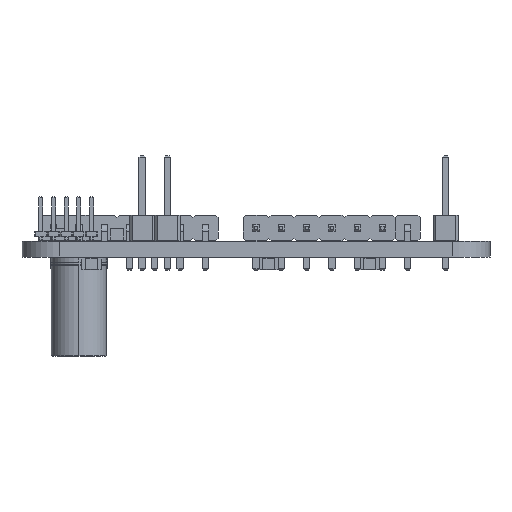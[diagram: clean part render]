
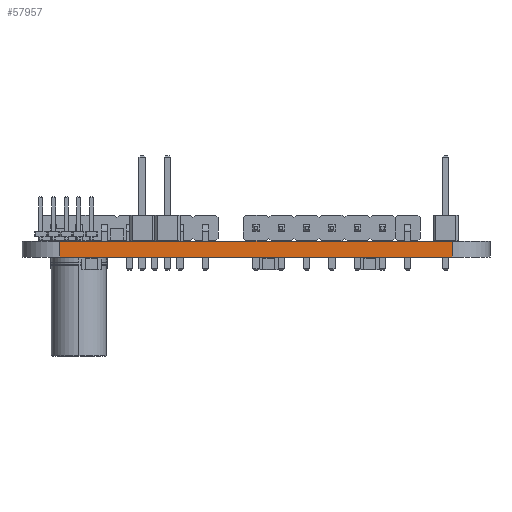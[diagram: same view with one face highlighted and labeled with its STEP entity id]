
A CAD part, left-side view. The second image highlights one B-rep face of the part: STEP entity #57957.
In plain terms, the highlighted planar face has unit normal (-1, 0, 0).
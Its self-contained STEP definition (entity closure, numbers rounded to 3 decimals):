
#52467 = PLANE('',#52468);
#52468 = AXIS2_PLACEMENT_3D('',#52469,#52470,#52471);
#52469 = CARTESIAN_POINT('',(100.013,-105.41,1.6));
#52470 = DIRECTION('',(0.,0.,1.));
#52471 = DIRECTION('',(1.,0.,-0.));
#52522 = PLANE('',#52523);
#52523 = AXIS2_PLACEMENT_3D('',#52524,#52525,#52526);
#52524 = CARTESIAN_POINT('',(100.013,-105.41,0.));
#52525 = DIRECTION('',(0.,0.,1.));
#52526 = DIRECTION('',(1.,0.,-0.));
#52555 = CYLINDRICAL_SURFACE('',#52556,3.81);
#52556 = AXIS2_PLACEMENT_3D('',#52557,#52558,#52559);
#52557 = CARTESIAN_POINT('',(71.755,-125.095,0.));
#52558 = DIRECTION('',(-0.,-0.,-1.));
#52559 = DIRECTION('',(1.,0.,-0.));
#52744 = VERTEX_POINT('',#52745);
#52745 = CARTESIAN_POINT('',(67.945,-85.725,0.));
#52760 = CYLINDRICAL_SURFACE('',#52761,3.81);
#52761 = AXIS2_PLACEMENT_3D('',#52762,#52763,#52764);
#52762 = CARTESIAN_POINT('',(71.755,-85.725,0.));
#52763 = DIRECTION('',(-0.,-0.,-1.));
#52764 = DIRECTION('',(1.,0.,-0.));
#52772 = EDGE_CURVE('',#52744,#52773,#52775,.T.);
#52773 = VERTEX_POINT('',#52774);
#52774 = CARTESIAN_POINT('',(67.945,-125.095,0.));
#52775 = SURFACE_CURVE('',#52776,(#52780,#52787),.PCURVE_S1.);
#52776 = LINE('',#52777,#52778);
#52777 = CARTESIAN_POINT('',(67.945,-85.725,0.));
#52778 = VECTOR('',#52779,1.);
#52779 = DIRECTION('',(0.,-1.,0.));
#52780 = PCURVE('',#52522,#52781);
#52781 = DEFINITIONAL_REPRESENTATION('',(#52782),#52786);
#52782 = LINE('',#52783,#52784);
#52783 = CARTESIAN_POINT('',(-32.068,19.685));
#52784 = VECTOR('',#52785,1.);
#52785 = DIRECTION('',(0.,-1.));
#52786 = ( GEOMETRIC_REPRESENTATION_CONTEXT(2) 
PARAMETRIC_REPRESENTATION_CONTEXT() REPRESENTATION_CONTEXT('2D SPACE',''
  ) );
#52787 = PCURVE('',#52788,#52793);
#52788 = PLANE('',#52789);
#52789 = AXIS2_PLACEMENT_3D('',#52790,#52791,#52792);
#52790 = CARTESIAN_POINT('',(67.945,-85.725,0.));
#52791 = DIRECTION('',(1.,0.,0.));
#52792 = DIRECTION('',(0.,-1.,0.));
#52793 = DEFINITIONAL_REPRESENTATION('',(#52794),#52798);
#52794 = LINE('',#52795,#52796);
#52795 = CARTESIAN_POINT('',(0.,0.));
#52796 = VECTOR('',#52797,1.);
#52797 = DIRECTION('',(1.,0.));
#52798 = ( GEOMETRIC_REPRESENTATION_CONTEXT(2) 
PARAMETRIC_REPRESENTATION_CONTEXT() REPRESENTATION_CONTEXT('2D SPACE',''
  ) );
#55573 = VERTEX_POINT('',#55574);
#55574 = CARTESIAN_POINT('',(67.945,-85.725,1.6));
#55596 = EDGE_CURVE('',#55573,#55597,#55599,.T.);
#55597 = VERTEX_POINT('',#55598);
#55598 = CARTESIAN_POINT('',(67.945,-125.095,1.6));
#55599 = SURFACE_CURVE('',#55600,(#55604,#55611),.PCURVE_S1.);
#55600 = LINE('',#55601,#55602);
#55601 = CARTESIAN_POINT('',(67.945,-85.725,1.6));
#55602 = VECTOR('',#55603,1.);
#55603 = DIRECTION('',(0.,-1.,0.));
#55604 = PCURVE('',#52467,#55605);
#55605 = DEFINITIONAL_REPRESENTATION('',(#55606),#55610);
#55606 = LINE('',#55607,#55608);
#55607 = CARTESIAN_POINT('',(-32.068,19.685));
#55608 = VECTOR('',#55609,1.);
#55609 = DIRECTION('',(0.,-1.));
#55610 = ( GEOMETRIC_REPRESENTATION_CONTEXT(2) 
PARAMETRIC_REPRESENTATION_CONTEXT() REPRESENTATION_CONTEXT('2D SPACE',''
  ) );
#55611 = PCURVE('',#52788,#55612);
#55612 = DEFINITIONAL_REPRESENTATION('',(#55613),#55617);
#55613 = LINE('',#55614,#55615);
#55614 = CARTESIAN_POINT('',(0.,-1.6));
#55615 = VECTOR('',#55616,1.);
#55616 = DIRECTION('',(1.,0.));
#55617 = ( GEOMETRIC_REPRESENTATION_CONTEXT(2) 
PARAMETRIC_REPRESENTATION_CONTEXT() REPRESENTATION_CONTEXT('2D SPACE',''
  ) );
#57907 = EDGE_CURVE('',#52773,#55597,#57908,.T.);
#57908 = SURFACE_CURVE('',#57909,(#57913,#57920),.PCURVE_S1.);
#57909 = LINE('',#57910,#57911);
#57910 = CARTESIAN_POINT('',(67.945,-125.095,0.));
#57911 = VECTOR('',#57912,1.);
#57912 = DIRECTION('',(0.,0.,1.));
#57913 = PCURVE('',#52555,#57914);
#57914 = DEFINITIONAL_REPRESENTATION('',(#57915),#57919);
#57915 = LINE('',#57916,#57917);
#57916 = CARTESIAN_POINT('',(-3.142,0.));
#57917 = VECTOR('',#57918,1.);
#57918 = DIRECTION('',(-0.,-1.));
#57919 = ( GEOMETRIC_REPRESENTATION_CONTEXT(2) 
PARAMETRIC_REPRESENTATION_CONTEXT() REPRESENTATION_CONTEXT('2D SPACE',''
  ) );
#57920 = PCURVE('',#52788,#57921);
#57921 = DEFINITIONAL_REPRESENTATION('',(#57922),#57926);
#57922 = LINE('',#57923,#57924);
#57923 = CARTESIAN_POINT('',(39.37,0.));
#57924 = VECTOR('',#57925,1.);
#57925 = DIRECTION('',(0.,-1.));
#57926 = ( GEOMETRIC_REPRESENTATION_CONTEXT(2) 
PARAMETRIC_REPRESENTATION_CONTEXT() REPRESENTATION_CONTEXT('2D SPACE',''
  ) );
#57957 = ADVANCED_FACE('',(#57958),#52788,.F.);
#57958 = FACE_BOUND('',#57959,.F.);
#57959 = EDGE_LOOP('',(#57960,#57981,#57982,#57983));
#57960 = ORIENTED_EDGE('',*,*,#57961,.T.);
#57961 = EDGE_CURVE('',#52744,#55573,#57962,.T.);
#57962 = SURFACE_CURVE('',#57963,(#57967,#57974),.PCURVE_S1.);
#57963 = LINE('',#57964,#57965);
#57964 = CARTESIAN_POINT('',(67.945,-85.725,0.));
#57965 = VECTOR('',#57966,1.);
#57966 = DIRECTION('',(0.,0.,1.));
#57967 = PCURVE('',#52788,#57968);
#57968 = DEFINITIONAL_REPRESENTATION('',(#57969),#57973);
#57969 = LINE('',#57970,#57971);
#57970 = CARTESIAN_POINT('',(0.,0.));
#57971 = VECTOR('',#57972,1.);
#57972 = DIRECTION('',(0.,-1.));
#57973 = ( GEOMETRIC_REPRESENTATION_CONTEXT(2) 
PARAMETRIC_REPRESENTATION_CONTEXT() REPRESENTATION_CONTEXT('2D SPACE',''
  ) );
#57974 = PCURVE('',#52760,#57975);
#57975 = DEFINITIONAL_REPRESENTATION('',(#57976),#57980);
#57976 = LINE('',#57977,#57978);
#57977 = CARTESIAN_POINT('',(-3.142,0.));
#57978 = VECTOR('',#57979,1.);
#57979 = DIRECTION('',(-0.,-1.));
#57980 = ( GEOMETRIC_REPRESENTATION_CONTEXT(2) 
PARAMETRIC_REPRESENTATION_CONTEXT() REPRESENTATION_CONTEXT('2D SPACE',''
  ) );
#57981 = ORIENTED_EDGE('',*,*,#55596,.T.);
#57982 = ORIENTED_EDGE('',*,*,#57907,.F.);
#57983 = ORIENTED_EDGE('',*,*,#52772,.F.);
